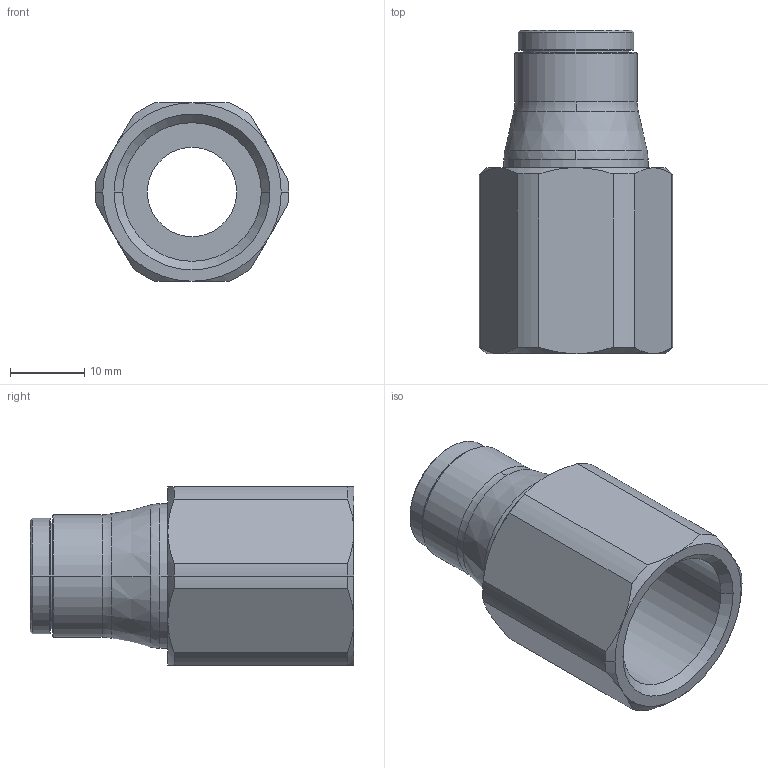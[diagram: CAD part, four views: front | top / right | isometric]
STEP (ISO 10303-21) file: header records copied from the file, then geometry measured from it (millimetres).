
FILE_DESCRIPTION(('STEP AP214'),'1');
FILE_NAME('3614_12_21.stp','2016-07-07T14:31:38',('TraceParts'),('TraceParts S.A.'),'Spatial InterOp 3D',' ',' ');
FILE_SCHEMA(('automotive_design'));
Length unit declared in the file: millimetre
Products named in the file (1): 1
Bounding box: 26 x 43.5 x 24 mm (x, y, z)
Volume: 8668.1 mm3; surface area: 5756.6 mm2
Topology: 1 solids, 1 shells, 67 faces, 157 edges, 97 vertices
Faces by surface type: cone 26, cylinder 22, plane 13, torus 6
Entity records: 1981 total; most frequent: CARTESIAN_POINT 418, DIRECTION 360, ORIENTED_EDGE 314, AXIS2_PLACEMENT_3D 159, EDGE_CURVE 157, VERTEX_POINT 97, CIRCLE 91, EDGE_LOOP 74
